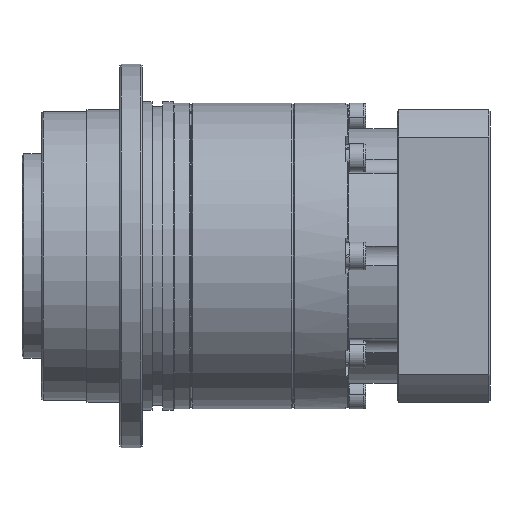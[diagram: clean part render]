
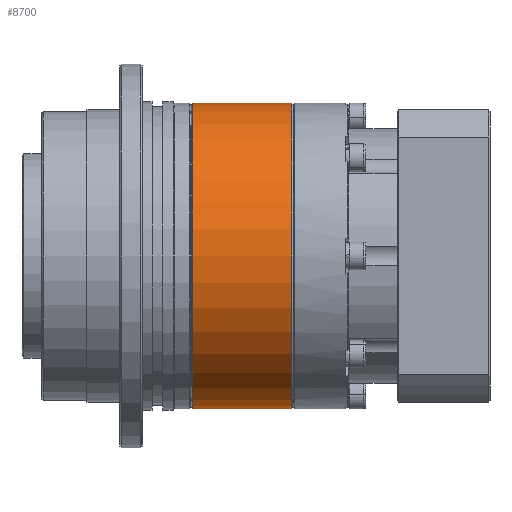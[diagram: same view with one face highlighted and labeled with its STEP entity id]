
A CAD part, front view. The second image highlights one B-rep face of the part: STEP entity #8700.
In plain terms, the highlighted cylindrical face has radius 47 mm (diameter 94 mm), a partial arc.
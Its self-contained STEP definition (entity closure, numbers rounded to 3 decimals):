
#399 = EDGE_CURVE ( 'NONE', #10334, #10469, #15890, .T. ) ;
#971 = EDGE_LOOP ( 'NONE', ( #1960, #10514, #18396, #15803 ) ) ;
#1960 = ORIENTED_EDGE ( 'NONE', *, *, #7315, .F. ) ;
#2065 = VECTOR ( 'NONE', #12414, 1000. ) ;
#2426 = DIRECTION ( 'NONE',  ( -1., 0., 0. ) ) ;
#2531 = VECTOR ( 'NONE', #7670, 1000. ) ;
#3285 = DIRECTION ( 'NONE',  ( 1., 0., 0. ) ) ;
#4367 = AXIS2_PLACEMENT_3D ( 'NONE', #16442, #4616, #4825 ) ;
#4616 = DIRECTION ( 'NONE',  ( -1., 0., 0. ) ) ;
#4620 = LINE ( 'NONE', #5989, #2531 ) ;
#4825 = DIRECTION ( 'NONE',  ( 0., 0., 1. ) ) ;
#5989 = CARTESIAN_POINT ( 'NONE',  ( 0., 0., 47. ) ) ;
#6183 = AXIS2_PLACEMENT_3D ( 'NONE', #13207, #3285, #14865 ) ;
#7023 = VERTEX_POINT ( 'NONE', #16520 ) ;
#7315 = EDGE_CURVE ( 'NONE', #10334, #7023, #10900, .T. ) ;
#7670 = DIRECTION ( 'NONE',  ( -1., 0., 0. ) ) ;
#8439 = CARTESIAN_POINT ( 'NONE',  ( 0.5, 0., 47. ) ) ;
#8700 = ADVANCED_FACE ( 'NONE', ( #10589 ), #10073, .T. ) ;
#10073 = CYLINDRICAL_SURFACE ( 'NONE', #4367, 47. ) ;
#10334 = VERTEX_POINT ( 'NONE', #12857 ) ;
#10469 = VERTEX_POINT ( 'NONE', #11552 ) ;
#10514 = ORIENTED_EDGE ( 'NONE', *, *, #399, .T. ) ;
#10589 = FACE_OUTER_BOUND ( 'NONE', #971, .T. ) ;
#10900 = LINE ( 'NONE', #20735, #2065 ) ;
#11074 = EDGE_CURVE ( 'NONE', #16742, #7023, #11265, .T. ) ;
#11204 = EDGE_CURVE ( 'NONE', #10469, #16742, #4620, .T. ) ;
#11265 = CIRCLE ( 'NONE', #6183, 47. ) ;
#11552 = CARTESIAN_POINT ( 'NONE',  ( 31., 0., 47. ) ) ;
#12252 = AXIS2_PLACEMENT_3D ( 'NONE', #12365, #2426, #14024 ) ;
#12365 = CARTESIAN_POINT ( 'NONE',  ( 31., 0., 0. ) ) ;
#12414 = DIRECTION ( 'NONE',  ( -1., 0., 0. ) ) ;
#12857 = CARTESIAN_POINT ( 'NONE',  ( 31., 0., -47. ) ) ;
#13207 = CARTESIAN_POINT ( 'NONE',  ( 0.5, 0., 0. ) ) ;
#14024 = DIRECTION ( 'NONE',  ( 0., 0., 1. ) ) ;
#14865 = DIRECTION ( 'NONE',  ( 0., 0., -1. ) ) ;
#15803 = ORIENTED_EDGE ( 'NONE', *, *, #11074, .T. ) ;
#15890 = CIRCLE ( 'NONE', #12252, 47. ) ;
#16442 = CARTESIAN_POINT ( 'NONE',  ( 0., 0., 0. ) ) ;
#16520 = CARTESIAN_POINT ( 'NONE',  ( 0.5, 0., -47. ) ) ;
#16742 = VERTEX_POINT ( 'NONE', #8439 ) ;
#18396 = ORIENTED_EDGE ( 'NONE', *, *, #11204, .T. ) ;
#20735 = CARTESIAN_POINT ( 'NONE',  ( 0., 0., -47. ) ) ;
